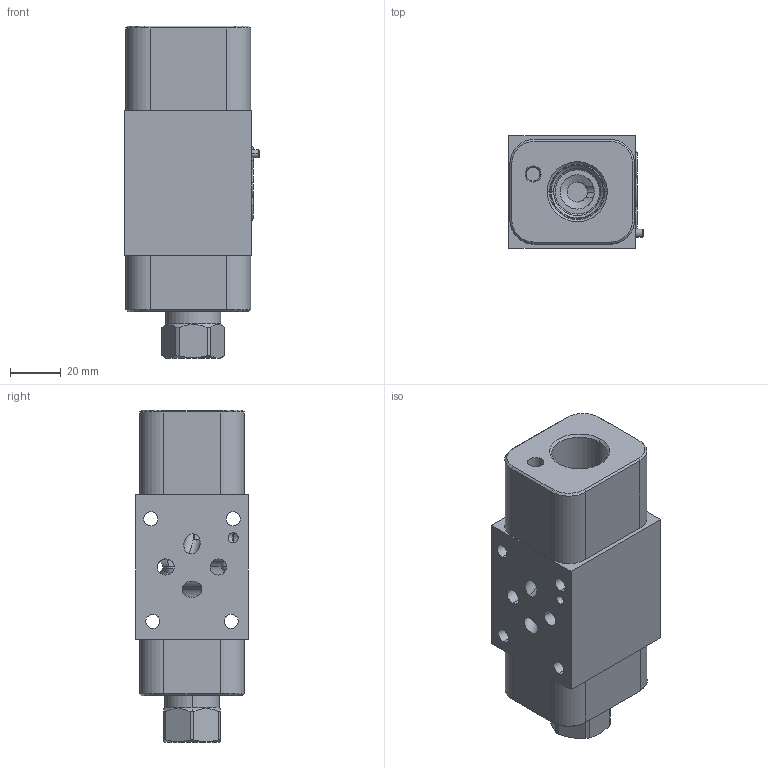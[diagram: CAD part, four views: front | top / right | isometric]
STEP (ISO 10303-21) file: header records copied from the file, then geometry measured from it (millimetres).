
FILE_DESCRIPTION((''),'2;1');
FILE_NAME('U3T_ASM','2020-05-01T',('ProEService'),(''),'PRO/ENGINEER BY PARAMETRIC TECHNOLOGY CORPORATION, 2014200','PRO/ENGINEER BY PARAMETRIC TECHNOLOGY CORPORATION, 2014200','');
FILE_SCHEMA(('CONFIG_CONTROL_DESIGN'));
Length unit declared in the file: inch
Products named in the file (6): 172-838; CXDAXCN; 850-004-250; 811-001-006; 500-001-012; U3T_ASM
Assembly tree (9 placements, depth 2):
  U3T_ASM
    172-838
    CXDAXCN
    850-004-250  x2
    811-001-006
    500-001-012  x4
Bounding box: 52.93 x 44.45 x 130.96 mm (x, y, z)
Volume: 208363.3 mm3; surface area: 46623.6 mm2
Topology: 11 solids, 11 shells, 352 faces, 1089 edges, 907 vertices
Faces by surface type: cylinder 145, plane 71, cone 66, revolution 24, torus 20, sphere 15, bspline 11
Entity records: 18699 total; most frequent: CARTESIAN_POINT 9703, DIRECTION 1845, ORIENTED_EDGE 1572, EDGE_CURVE 786, AXIS2_PLACEMENT_3D 655, VECTOR 523, LINE 523, VERTEX_POINT 493
